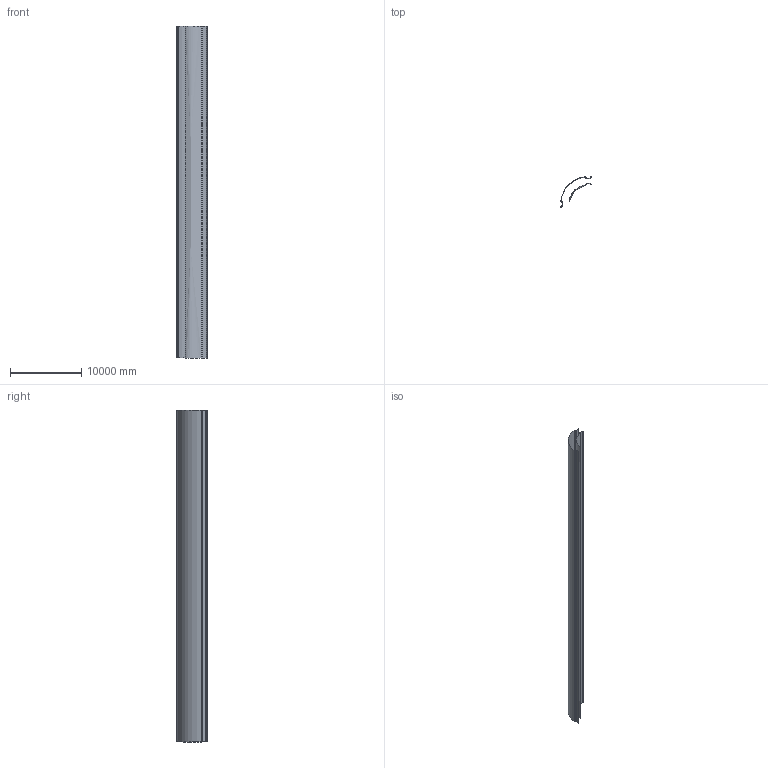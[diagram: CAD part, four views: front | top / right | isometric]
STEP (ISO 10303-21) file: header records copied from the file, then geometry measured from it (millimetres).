
FILE_DESCRIPTION((''),'2;1');
FILE_NAME('LIFT_3D-DRAFT','2018-05-24T',('owner'),(''),'CREO PARAMETRIC BY PTC INC, 2014350','CREO PARAMETRIC BY PTC INC, 2014350','');
FILE_SCHEMA(('CONFIG_CONTROL_DESIGN'));
Length unit declared in the file: inch
Products named in the file (1): LIFT_3D-DRAFT
Bounding box: 4272.13 x 4248.42 x 46609 mm (x, y, z)
Surface area: 566583952.4 mm2 (no closed solid volume)
Topology: 0 solids, 2 shells, 28 faces, 86 edges, 60 vertices
Faces by surface type: plane 20, extrusion 4, bspline 3, cylinder 1
Entity records: 1009 total; most frequent: CARTESIAN_POINT 283, DIRECTION 120, ORIENTED_EDGE 112, EDGE_CURVE 86, VECTOR 74, LINE 70, VERTEX_POINT 60, EDGE_LOOP 28
